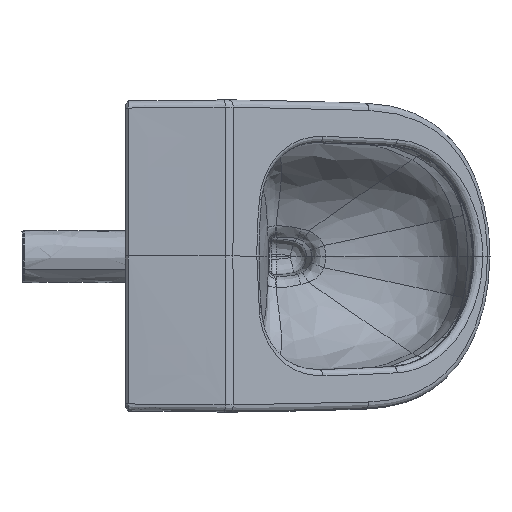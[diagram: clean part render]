
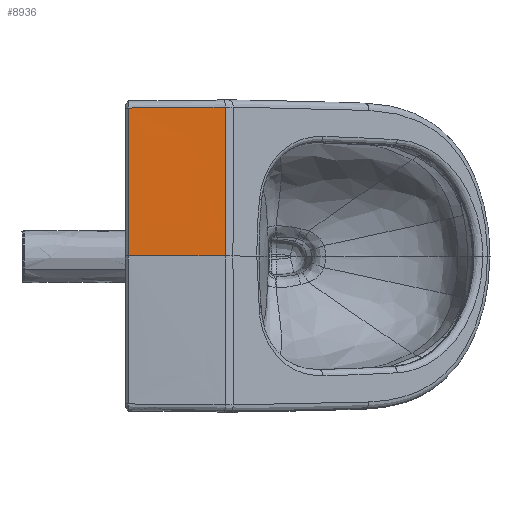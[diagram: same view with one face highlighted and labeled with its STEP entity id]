
A CAD part, top view. The second image highlights one B-rep face of the part: STEP entity #8936.
In plain terms, the highlighted free-form (B-spline) face has degree [5, 5] with [6, 6] control points.
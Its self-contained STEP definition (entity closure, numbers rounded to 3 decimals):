
#3604=CARTESIAN_POINT('',(3.,141.899,0.178));
#3605=VERTEX_POINT('',#3604);
#3663=CARTESIAN_POINT('',(2.999,0.,1.94));
#3664=VERTEX_POINT('',#3663);
#3671=CARTESIAN_POINT('',(3.,141.899,0.178));
#3672=CARTESIAN_POINT('',(3.,132.121,0.421));
#3673=CARTESIAN_POINT('',(3.,122.215,0.641));
#3674=CARTESIAN_POINT('',(3.,112.611,0.83));
#3675=CARTESIAN_POINT('',(3.,92.104,1.234));
#3676=CARTESIAN_POINT('',(3.,71.594,1.528));
#3677=CARTESIAN_POINT('',(3.,51.083,1.712));
#3678=CARTESIAN_POINT('',(2.999,37.837,1.83));
#3679=CARTESIAN_POINT('',(2.999,24.591,1.902));
#3680=CARTESIAN_POINT('',(2.999,11.344,1.929));
#3681=CARTESIAN_POINT('',(2.999,7.521,1.936));
#3682=CARTESIAN_POINT('',(2.999,3.755,1.94));
#3683=CARTESIAN_POINT('',(2.999,0.,1.94));
#3684=B_SPLINE_CURVE_WITH_KNOTS('',3,(#3671,#3672,#3673,#3674,#3675,#3676,#3677,#3678,#3679,#3680,#3681,#3682,#3683),.UNSPECIFIED.,.F.,.U.,(4,3,3,3,4),(93.956,122.838,184.512,224.341,235.834),.UNSPECIFIED.);
#3685=EDGE_CURVE('',#3664,#3605,#3684,.F.);
#8817=CARTESIAN_POINT('',(95.645,142.746,0.008));
#8818=VERTEX_POINT('',#8817);
#8819=CARTESIAN_POINT('',(95.645,142.746,0.008));
#8820=CARTESIAN_POINT('',(94.863,142.731,0.01));
#8821=CARTESIAN_POINT('',(94.08,142.716,0.011));
#8822=CARTESIAN_POINT('',(93.295,142.702,0.012));
#8823=CARTESIAN_POINT('',(91.797,142.674,0.015));
#8824=CARTESIAN_POINT('',(90.297,142.646,0.018));
#8825=CARTESIAN_POINT('',(89.697,142.635,0.019));
#8826=CARTESIAN_POINT('',(88.295,142.609,0.022));
#8827=CARTESIAN_POINT('',(86.895,142.584,0.025));
#8828=CARTESIAN_POINT('',(86.207,142.571,0.026));
#8829=CARTESIAN_POINT('',(82.542,142.505,0.033));
#8830=CARTESIAN_POINT('',(78.888,142.44,0.04));
#8831=CARTESIAN_POINT('',(75.926,142.389,0.045));
#8832=CARTESIAN_POINT('',(70.006,142.293,0.057));
#8833=CARTESIAN_POINT('',(64.089,142.209,0.068));
#8834=CARTESIAN_POINT('',(61.13,142.171,0.074));
#8835=CARTESIAN_POINT('',(56.813,142.122,0.082));
#8836=CARTESIAN_POINT('',(52.507,142.082,0.09));
#8837=CARTESIAN_POINT('',(51.154,142.07,0.093));
#8838=CARTESIAN_POINT('',(44.404,142.016,0.105));
#8839=CARTESIAN_POINT('',(37.707,141.986,0.118));
#8840=CARTESIAN_POINT('',(32.379,141.974,0.127));
#8841=CARTESIAN_POINT('',(23.324,141.966,0.143));
#8842=CARTESIAN_POINT('',(14.255,141.952,0.158));
#8843=CARTESIAN_POINT('',(10.512,141.943,0.165));
#8844=CARTESIAN_POINT('',(6.76,141.926,0.171));
#8845=CARTESIAN_POINT('',(3.,141.899,0.178));
#8846=B_SPLINE_CURVE_WITH_KNOTS('',5,(#8819,#8820,#8821,#8822,#8823,#8824,#8825,#8826,#8827,#8828,#8829,#8830,#8831,#8832,#8833,#8834,#8835,#8836,#8837,#8838,#8839,#8840,#8841,#8842,#8843,#8844,#8845),.UNSPECIFIED.,.F.,.U.,(6,3,3,3,3,3,3,3,6),(118.027,121.896,125.396,128.785,143.456,158.127,164.855,191.771,210.629),.UNSPECIFIED.);
#8847=EDGE_CURVE('',#3605,#8818,#8846,.F.);
#8860=CARTESIAN_POINT('',(2.999,0.,1.94));
#8861=CARTESIAN_POINT('',(2.999,28.384,1.94));
#8862=CARTESIAN_POINT('',(2.999,56.769,1.763));
#8863=CARTESIAN_POINT('',(2.999,85.15,1.412));
#8864=CARTESIAN_POINT('',(2.999,113.527,0.882));
#8865=CARTESIAN_POINT('',(2.999,141.899,0.178));
#8866=CARTESIAN_POINT('',(21.553,0.,1.569));
#8867=CARTESIAN_POINT('',(21.553,28.424,1.569));
#8868=CARTESIAN_POINT('',(21.553,56.847,1.426));
#8869=CARTESIAN_POINT('',(21.553,85.269,1.142));
#8870=CARTESIAN_POINT('',(21.553,113.686,0.713));
#8871=CARTESIAN_POINT('',(21.553,142.099,0.143));
#8872=CARTESIAN_POINT('',(40.107,0.,1.198));
#8873=CARTESIAN_POINT('',(40.107,28.463,1.198));
#8874=CARTESIAN_POINT('',(40.107,56.926,1.09));
#8875=CARTESIAN_POINT('',(40.107,85.387,0.869));
#8876=CARTESIAN_POINT('',(40.107,113.845,0.546));
#8877=CARTESIAN_POINT('',(40.107,142.299,0.107));
#8878=CARTESIAN_POINT('',(58.661,0.,0.827));
#8879=CARTESIAN_POINT('',(58.661,28.502,0.827));
#8880=CARTESIAN_POINT('',(58.661,57.005,0.751));
#8881=CARTESIAN_POINT('',(58.661,85.506,0.602));
#8882=CARTESIAN_POINT('',(58.661,114.003,0.375));
#8883=CARTESIAN_POINT('',(58.661,142.499,0.075));
#8884=CARTESIAN_POINT('',(77.215,0.,0.456));
#8885=CARTESIAN_POINT('',(77.215,28.542,0.456));
#8886=CARTESIAN_POINT('',(77.215,57.084,0.414));
#8887=CARTESIAN_POINT('',(77.215,85.624,0.332));
#8888=CARTESIAN_POINT('',(77.215,114.162,0.207));
#8889=CARTESIAN_POINT('',(77.215,142.699,0.041));
#8890=CARTESIAN_POINT('',(95.769,0.,0.085));
#8891=CARTESIAN_POINT('',(95.769,28.581,0.085));
#8892=CARTESIAN_POINT('',(95.769,57.162,0.077));
#8893=CARTESIAN_POINT('',(95.769,85.743,0.062));
#8894=CARTESIAN_POINT('',(95.769,114.321,0.038));
#8895=CARTESIAN_POINT('',(95.769,142.898,0.008));
#8896=B_SPLINE_SURFACE_WITH_KNOTS('',5,5,((#8860,#8866,#8872,#8878,#8884,#8890),(#8861,#8867,#8873,#8879,#8885,#8891),(#8862,#8868,#8874,#8880,#8886,#8892),(#8863,#8869,#8875,#8881,#8887,#8893),(#8864,#8870,#8876,#8882,#8888,#8894),(#8865,#8871,#8877,#8883,#8889,#8895)),.UNSPECIFIED.,.F.,.F.,.U.,(6,6),(6,6),(149.435,291.846),(3.,95.782),.UNSPECIFIED.);
#8897=ORIENTED_EDGE('',*,*,#3685,.F.);
#8898=CARTESIAN_POINT('',(95.769,0.,0.085));
#8899=VERTEX_POINT('',#8898);
#8900=CARTESIAN_POINT('',(2.999,0.,1.94));
#8901=CARTESIAN_POINT('',(21.553,0.,1.569));
#8902=CARTESIAN_POINT('',(40.107,0.,1.198));
#8903=CARTESIAN_POINT('',(58.661,0.,0.827));
#8904=CARTESIAN_POINT('',(77.215,0.,0.456));
#8905=CARTESIAN_POINT('',(95.769,0.,0.085));
#8906=B_SPLINE_CURVE_WITH_KNOTS('',5,(#8900,#8901,#8902,#8903,#8904,#8905),.UNSPECIFIED.,.F.,.U.,(6,6),(3.,95.782),.UNSPECIFIED.);
#8907=EDGE_CURVE('',#3664,#8899,#8906,.T.);
#8908=ORIENTED_EDGE('',*,*,#8907,.T.);
#8909=CARTESIAN_POINT('',(95.645,142.746,0.008));
#8910=CARTESIAN_POINT('',(95.647,141.39,0.01));
#8911=CARTESIAN_POINT('',(95.65,140.034,0.011));
#8912=CARTESIAN_POINT('',(95.652,138.361,0.013));
#8913=CARTESIAN_POINT('',(95.656,136.29,0.015));
#8914=CARTESIAN_POINT('',(95.659,134.218,0.017));
#8915=CARTESIAN_POINT('',(95.66,133.522,0.018));
#8916=CARTESIAN_POINT('',(95.663,132.128,0.019));
#8917=CARTESIAN_POINT('',(95.665,130.734,0.021));
#8918=CARTESIAN_POINT('',(95.666,130.039,0.021));
#8919=CARTESIAN_POINT('',(95.667,129.074,0.022));
#8920=CARTESIAN_POINT('',(95.669,128.108,0.023));
#8921=CARTESIAN_POINT('',(95.67,127.337,0.024));
#8922=CARTESIAN_POINT('',(95.688,115.922,0.035));
#8923=CARTESIAN_POINT('',(95.703,104.508,0.045));
#8924=CARTESIAN_POINT('',(95.717,93.345,0.053));
#8925=CARTESIAN_POINT('',(95.743,67.979,0.069));
#8926=CARTESIAN_POINT('',(95.759,42.612,0.079));
#8927=CARTESIAN_POINT('',(95.766,28.408,0.083));
#8928=CARTESIAN_POINT('',(95.769,14.204,0.085));
#8929=CARTESIAN_POINT('',(95.769,0.,0.085));
#8930=B_SPLINE_CURVE_WITH_KNOTS('',5,(#8909,#8910,#8911,#8912,#8913,#8914,#8915,#8916,#8917,#8918,#8919,#8920,#8921,#8922,#8923,#8924,#8925,#8926,#8927,#8928,#8929),.UNSPECIFIED.,.F.,.U.,(6,3,3,3,3,3,6),(0.0,9.601,14.634,19.668,21.446,100.186,200.372),.UNSPECIFIED.);
#8931=EDGE_CURVE('',#8818,#8899,#8930,.T.);
#8932=ORIENTED_EDGE('',*,*,#8931,.F.);
#8933=ORIENTED_EDGE('',*,*,#8847,.F.);
#8934=EDGE_LOOP('',(#8897,#8908,#8932,#8933));
#8935=FACE_OUTER_BOUND('',#8934,.T.);
#8936=ADVANCED_FACE('',(#8935),#8896,.F.);
